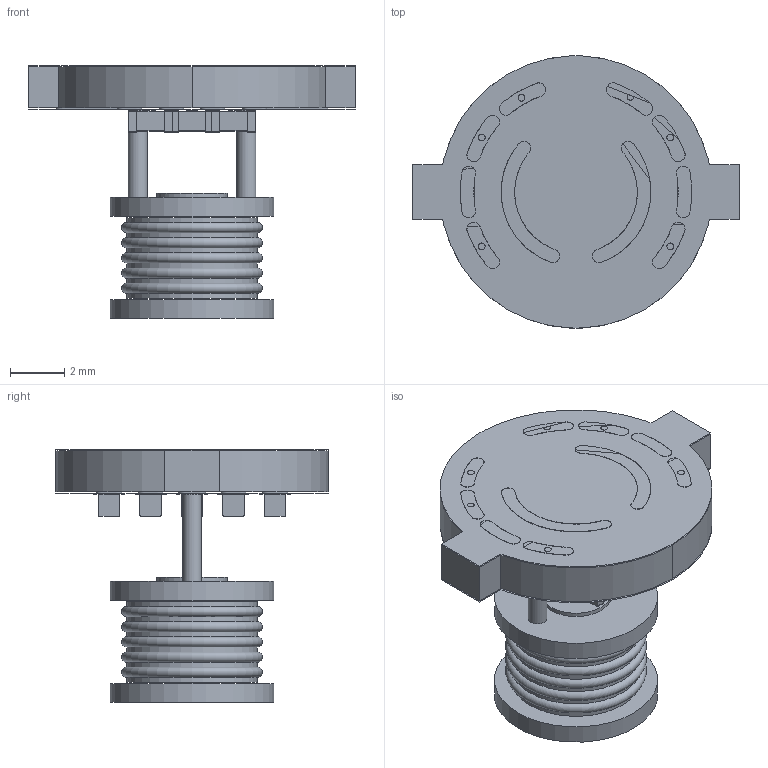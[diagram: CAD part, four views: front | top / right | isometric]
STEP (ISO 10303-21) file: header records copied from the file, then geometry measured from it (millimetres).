
FILE_DESCRIPTION(('KiCad electronic assembly'),'2;1');
FILE_NAME('Resonator - R1.step','2025-06-03T20:48:36',('Pcbnew'),( 'Kicad'),'Open CASCADE STEP processor 7.8','KiCad to STEP converter' ,'Unknown');
FILE_SCHEMA(('AUTOMOTIVE_DESIGN { 1 0 10303 214 1 1 1 1 }'));
Length unit declared in the file: millimetre
Products named in the file (7): Resonator - R1 1; C_0603_1608Metric; L_Radial_D6.0mm_P4.00mm; Resonator - R1_pad; Resonator - R1_silkscreen; Resonator - R1_soldermask; Resonator - R1_PCB
Assembly tree (14 placements, depth 2):
  Resonator - R1 1
    C_0603_1608Metric  x9
    L_Radial_D6.0mm_P4.00mm
    Resonator - R1_pad
    Resonator - R1_silkscreen
    Resonator - R1_soldermask
    Resonator - R1_PCB
Bounding box: 12 x 10 x 9.29 mm (x, y, z)
Volume: 234.8 mm3; surface area: 727.6 mm2
Topology: 41 solids, 61 shells, 912 faces, 2681 edges, 1901 vertices
Faces by surface type: plane 691, cylinder 216, torus 5
Full cylindrical faces by diameter (mm): 0.25 x5, 0.7 x2, 1.2 x2, 2.6 x1, 4.8 x6, 6 x2
Entity records: 24511 total; most frequent: CARTESIAN_POINT 4325, DIRECTION 3922, ORIENTED_EDGE 3859, EDGE_CURVE 2105, LINE 1694, VECTOR 1694, VERTEX_POINT 1517, AXIS2_PLACEMENT_3D 1114
